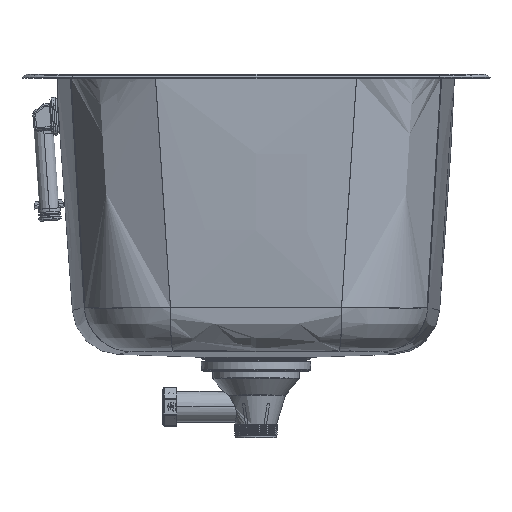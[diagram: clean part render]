
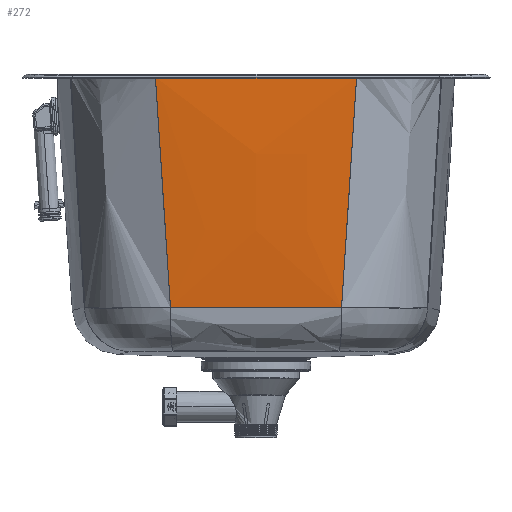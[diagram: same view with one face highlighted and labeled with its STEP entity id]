
A CAD part, left-side view. The second image highlights one B-rep face of the part: STEP entity #272.
In plain terms, the highlighted free-form (B-spline) face has degree [3, 3] with [4, 10] control points.
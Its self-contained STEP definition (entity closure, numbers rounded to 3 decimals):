
#272=ADVANCED_FACE('',(#2501),#33258,.T.);
#2501=FACE_OUTER_BOUND('',#4631,.T.);
#4631=EDGE_LOOP('',(#7030,#7031,#7032,#7033));
#7030=ORIENTED_EDGE('',*,*,#18355,.T.);
#7031=ORIENTED_EDGE('',*,*,#18339,.T.);
#7032=ORIENTED_EDGE('',*,*,#18288,.F.);
#7033=ORIENTED_EDGE('',*,*,#18340,.F.);
#18288=EDGE_CURVE('',#29719,#29720,#26140,.T.);
#18339=EDGE_CURVE('',#29717,#29720,#26174,.T.);
#18340=EDGE_CURVE('',#29700,#29719,#26175,.T.);
#18355=EDGE_CURVE('',#29700,#29717,#26186,.T.);
#26140=B_SPLINE_CURVE_WITH_KNOTS('',3,(#44884,#44885,#44886,#44887),
 .UNSPECIFIED.,.F.,.F.,(4,4),(0.,249.544),.UNSPECIFIED.);
#26174=B_SPLINE_CURVE_WITH_KNOTS('',3,(#45317,#45318,#45319,#45320,#45321,
#45322,#45323,#45324,#45325,#45326),.UNSPECIFIED.,.F.,.F.,(4,2,2,2,4),(0.,
53.742,108.789,163.836,217.577),
 .UNSPECIFIED.);
#26175=B_SPLINE_CURVE_WITH_KNOTS('',3,(#45327,#45328,#45329,#45330),
 .UNSPECIFIED.,.F.,.F.,(4,4),(-184.936,0.),.UNSPECIFIED.);
#26186=B_SPLINE_CURVE_WITH_KNOTS('',3,(#45469,#45470,#45471,#45472),
 .UNSPECIFIED.,.F.,.F.,(4,4),(-249.544,0.),.UNSPECIFIED.);
#29700=VERTEX_POINT('',#44355);
#29717=VERTEX_POINT('',#44372);
#29719=VERTEX_POINT('',#44374);
#29720=VERTEX_POINT('',#44375);
#33258=B_SPLINE_SURFACE_WITH_KNOTS('',3,3,((#42226,#42227,#42228,#42229,
#42230,#42231,#42232,#42233,#42234,#42235),(#42236,#42237,#42238,#42239,
#42240,#42241,#42242,#42243,#42244,#42245),(#42246,#42247,#42248,#42249,
#42250,#42251,#42252,#42253,#42254,#42255),(#42256,#42257,#42258,#42259,
#42260,#42261,#42262,#42263,#42264,#42265)),.UNSPECIFIED.,.F.,.F.,.F.,(4,
4),(4,2,2,2,4),(0.,251.062),(0.,55.047,110.094,
165.14,220.187),.UNSPECIFIED.);
#42226=CARTESIAN_POINT('',(-296.491,2.86,109.97));
#42227=CARTESIAN_POINT('',(-297.934,2.86,91.696));
#42228=CARTESIAN_POINT('',(-299.044,2.86,73.369));
#42229=CARTESIAN_POINT('',(-300.503,2.86,36.707));
#42230=CARTESIAN_POINT('',(-300.868,2.86,18.361));
#42231=CARTESIAN_POINT('',(-300.868,2.86,-18.333));
#42232=CARTESIAN_POINT('',(-300.504,2.86,-36.682));
#42233=CARTESIAN_POINT('',(-299.045,2.86,-73.353));
#42234=CARTESIAN_POINT('',(-297.935,2.86,-91.687));
#42235=CARTESIAN_POINT('',(-296.491,2.86,-109.971));
#42236=CARTESIAN_POINT('',(-290.672,86.343,109.506));
#42237=CARTESIAN_POINT('',(-292.108,86.343,91.309));
#42238=CARTESIAN_POINT('',(-293.214,86.343,73.059));
#42239=CARTESIAN_POINT('',(-294.667,86.343,36.552));
#42240=CARTESIAN_POINT('',(-295.03,86.343,18.284));
#42241=CARTESIAN_POINT('',(-295.03,86.343,-18.256));
#42242=CARTESIAN_POINT('',(-294.667,86.343,-36.527));
#42243=CARTESIAN_POINT('',(-293.215,86.343,-73.043));
#42244=CARTESIAN_POINT('',(-292.109,86.343,-91.3));
#42245=CARTESIAN_POINT('',(-290.672,86.343,-109.507));
#42246=CARTESIAN_POINT('',(-284.853,169.826,109.042));
#42247=CARTESIAN_POINT('',(-286.283,169.826,90.922));
#42248=CARTESIAN_POINT('',(-287.384,169.826,72.749));
#42249=CARTESIAN_POINT('',(-288.831,169.826,36.397));
#42250=CARTESIAN_POINT('',(-289.192,169.826,18.206));
#42251=CARTESIAN_POINT('',(-289.193,169.826,-18.179));
#42252=CARTESIAN_POINT('',(-288.831,169.826,-36.372));
#42253=CARTESIAN_POINT('',(-287.385,169.826,-72.734));
#42254=CARTESIAN_POINT('',(-286.284,169.826,-90.913));
#42255=CARTESIAN_POINT('',(-284.853,169.826,-109.042));
#42256=CARTESIAN_POINT('',(-279.033,253.309,108.578));
#42257=CARTESIAN_POINT('',(-280.458,253.309,90.535));
#42258=CARTESIAN_POINT('',(-281.554,253.309,72.44));
#42259=CARTESIAN_POINT('',(-282.994,253.309,36.242));
#42260=CARTESIAN_POINT('',(-283.355,253.309,18.129));
#42261=CARTESIAN_POINT('',(-283.355,253.309,-18.101));
#42262=CARTESIAN_POINT('',(-282.995,253.309,-36.217));
#42263=CARTESIAN_POINT('',(-281.555,253.309,-72.424));
#42264=CARTESIAN_POINT('',(-280.459,253.309,-90.526));
#42265=CARTESIAN_POINT('',(-279.033,253.309,-108.578));
#44355=CARTESIAN_POINT('',(-280.37,251.34,-92.327));
#44372=CARTESIAN_POINT('',(-296.594,2.86,-108.67));
#44374=CARTESIAN_POINT('',(-280.37,251.34,92.327));
#44375=CARTESIAN_POINT('',(-296.594,2.86,108.67));
#44884=CARTESIAN_POINT('',(-280.37,251.34,92.327));
#44885=CARTESIAN_POINT('',(-285.741,169.449,97.741));
#44886=CARTESIAN_POINT('',(-291.149,86.623,103.188));
#44887=CARTESIAN_POINT('',(-296.594,2.86,108.67));
#45317=CARTESIAN_POINT('',(-296.594,2.86,-108.67));
#45318=CARTESIAN_POINT('',(-297.987,2.86,-90.817));
#45319=CARTESIAN_POINT('',(-299.062,2.86,-72.918));
#45320=CARTESIAN_POINT('',(-300.504,2.86,-36.682));
#45321=CARTESIAN_POINT('',(-300.869,2.86,-18.333));
#45322=CARTESIAN_POINT('',(-300.868,2.86,18.361));
#45323=CARTESIAN_POINT('',(-300.503,2.86,36.707));
#45324=CARTESIAN_POINT('',(-299.061,2.86,72.934));
#45325=CARTESIAN_POINT('',(-297.987,2.86,90.826));
#45326=CARTESIAN_POINT('',(-296.594,2.86,108.67));
#45327=CARTESIAN_POINT('',(-280.37,251.34,-92.327));
#45328=CARTESIAN_POINT('',(-284.486,251.956,-30.87));
#45329=CARTESIAN_POINT('',(-284.486,251.956,30.871));
#45330=CARTESIAN_POINT('',(-280.37,251.34,92.327));
#45469=CARTESIAN_POINT('',(-280.37,251.34,-92.327));
#45470=CARTESIAN_POINT('',(-285.741,169.451,-97.741));
#45471=CARTESIAN_POINT('',(-291.148,86.625,-103.188));
#45472=CARTESIAN_POINT('',(-296.594,2.86,-108.67));
